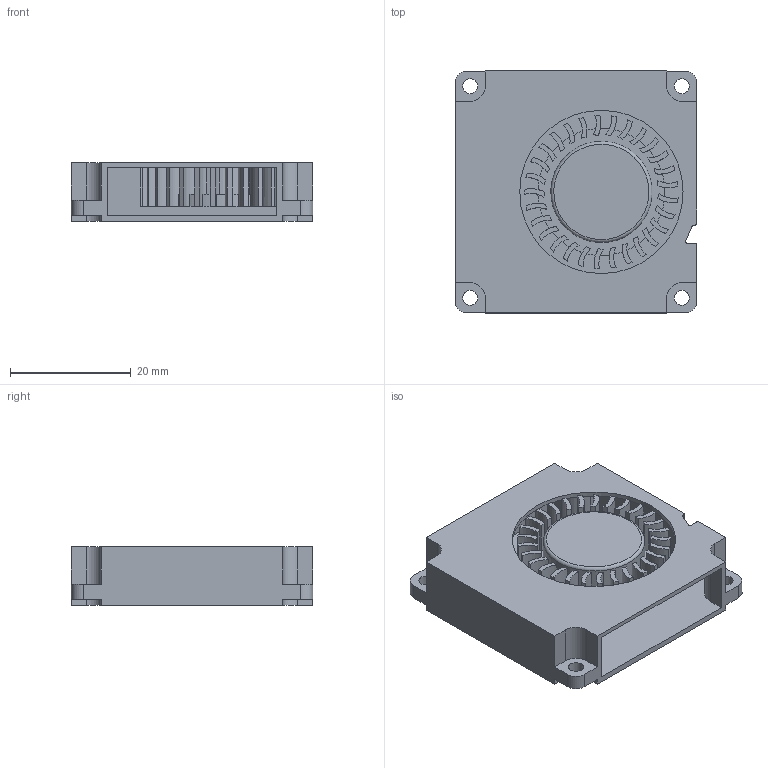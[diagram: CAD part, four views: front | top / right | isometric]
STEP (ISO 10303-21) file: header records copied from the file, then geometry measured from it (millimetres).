
FILE_DESCRIPTION(/* description */ ('STEP AP214','CAx-IF Rec.Pracs.---Representation and Presentation of Product Manufacturing Information (PMI)---4.0---2014-10-13'),/* implementation_level */ '2;1');
FILE_NAME(/* name */ '4010 - Blower Assembly.step',/* time_stamp */ '2025-08-01T18:02:36+05:30',/* author */ (''),/* organization */ (''),/* preprocessor_version */ 'ST-DEVELOPER v20',/* originating_system */ 'Autodesk Translation Framework v13.20.0.188',/* authorisation */ '');
FILE_SCHEMA (('AP242_MANAGED_MODEL_BASED_3D_ENGINEERING_MIM_LF { 1 0 10303 442 1 1 4 }'));
Length unit declared in the file: millimetre
Products named in the file (1): 4010 - Blower Assembly
Bounding box: 40 x 40 x 9.75 mm (x, y, z)
Volume: 5701.2 mm3; surface area: 9899.5 mm2
Topology: 2 solids, 2 shells, 256 faces, 750 edges, 500 vertices
Faces by surface type: plane 140, cylinder 115, torus 1
Full cylindrical faces by diameter (mm): 2.5 x4, 16.75 x1, 27 x1
Entity records: 8928 total; most frequent: DIRECTION 1555, CARTESIAN_POINT 1507, ORIENTED_EDGE 1500, EDGE_CURVE 750, AXIS2_PLACEMENT_3D 548, VERTEX_POINT 500, LINE 459, VECTOR 459
